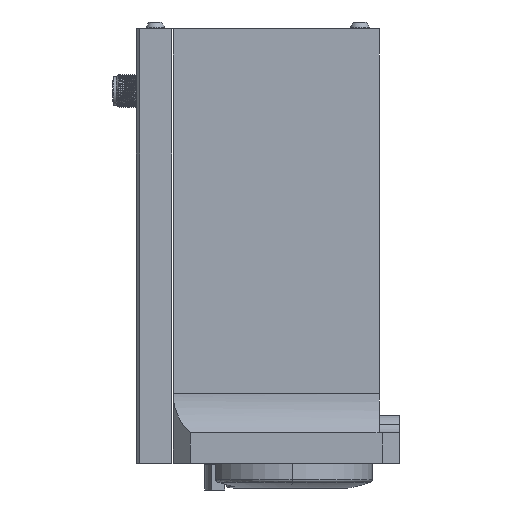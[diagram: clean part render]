
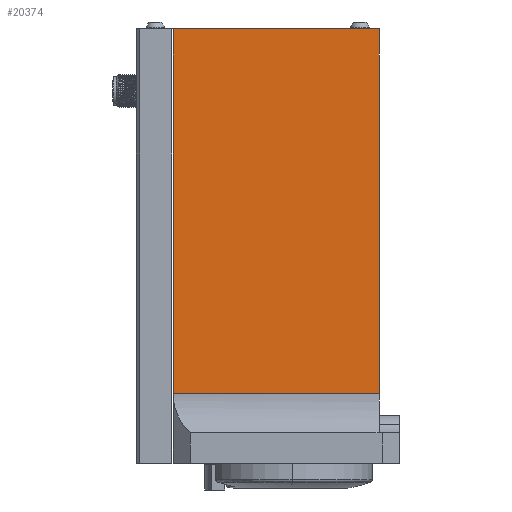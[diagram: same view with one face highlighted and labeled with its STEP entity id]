
A CAD part, left-side view. The second image highlights one B-rep face of the part: STEP entity #20374.
In plain terms, the highlighted planar face has unit normal (-1, 0, 0).
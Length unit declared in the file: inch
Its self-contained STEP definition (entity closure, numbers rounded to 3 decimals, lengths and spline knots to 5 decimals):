
#3358 = DIRECTION ( 'NONE',  ( 0., -1., 0. ) ) ;
#4460 = EDGE_CURVE ( 'NONE', #23442, #19704, #8722, .T. ) ;
#4857 = EDGE_CURVE ( 'NONE', #12738, #18067, #37494, .T. ) ;
#6931 = ORIENTED_EDGE ( 'NONE', *, *, #15666, .F. ) ;
#8205 = CARTESIAN_POINT ( 'NONE',  ( -3.4142, 0.66387, 0.16314 ) ) ;
#8250 = EDGE_CURVE ( 'NONE', #18067, #19704, #36943, .T. ) ;
#8722 = LINE ( 'NONE', #37346, #33816 ) ;
#9427 = PLANE ( 'NONE',  #21301 ) ;
#12226 = CARTESIAN_POINT ( 'NONE',  ( -3.4142, -0.84727, 3.12614 ) ) ;
#12585 = DIRECTION ( 'NONE',  ( 1., 0., 0. ) ) ;
#12738 = VERTEX_POINT ( 'NONE', #19155 ) ;
#14082 = ORIENTED_EDGE ( 'NONE', *, *, #4460, .F. ) ;
#14211 = FACE_OUTER_BOUND ( 'NONE', #26538, .T. ) ;
#15202 = CARTESIAN_POINT ( 'NONE',  ( -3.4142, -0.84727, 0.45361 ) ) ;
#15666 = EDGE_CURVE ( 'NONE', #12738, #23442, #26014, .T. ) ;
#18067 = VERTEX_POINT ( 'NONE', #27591 ) ;
#19155 = CARTESIAN_POINT ( 'NONE',  ( -3.4142, 0.66387, 3.12614 ) ) ;
#19704 = VERTEX_POINT ( 'NONE', #15202 ) ;
#20374 = ADVANCED_FACE ( 'NONE', ( #14211 ), #9427, .F. ) ;
#20518 = ORIENTED_EDGE ( 'NONE', *, *, #4857, .T. ) ;
#20965 = DIRECTION ( 'NONE',  ( 0., 0., -1. ) ) ;
#21301 = AXIS2_PLACEMENT_3D ( 'NONE', #30709, #12585, #33758 ) ;
#21607 = CARTESIAN_POINT ( 'NONE',  ( -3.4142, -0.84727, 0.45361 ) ) ;
#22305 = VECTOR ( 'NONE', #3358, 39.37008 ) ;
#23317 = DIRECTION ( 'NONE',  ( 0., 0., -1. ) ) ;
#23442 = VERTEX_POINT ( 'NONE', #12226 ) ;
#26014 = LINE ( 'NONE', #39150, #34482 ) ;
#26538 = EDGE_LOOP ( 'NONE', ( #20518, #33931, #14082, #6931 ) ) ;
#27139 = DIRECTION ( 'NONE',  ( 0., -1., 0. ) ) ;
#27591 = CARTESIAN_POINT ( 'NONE',  ( -3.4142, 0.66387, 0.45361 ) ) ;
#30709 = CARTESIAN_POINT ( 'NONE',  ( -3.4142, -0.84727, 0.16314 ) ) ;
#33758 = DIRECTION ( 'NONE',  ( 0., 0., -1. ) ) ;
#33816 = VECTOR ( 'NONE', #23317, 39.37008 ) ;
#33931 = ORIENTED_EDGE ( 'NONE', *, *, #8250, .T. ) ;
#34482 = VECTOR ( 'NONE', #27139, 39.37008 ) ;
#36943 = LINE ( 'NONE', #21607, #22305 ) ;
#37077 = VECTOR ( 'NONE', #20965, 39.37008 ) ;
#37346 = CARTESIAN_POINT ( 'NONE',  ( -3.4142, -0.84727, 0.16314 ) ) ;
#37494 = LINE ( 'NONE', #8205, #37077 ) ;
#39150 = CARTESIAN_POINT ( 'NONE',  ( -3.4142, 0.66387, 3.12614 ) ) ;
